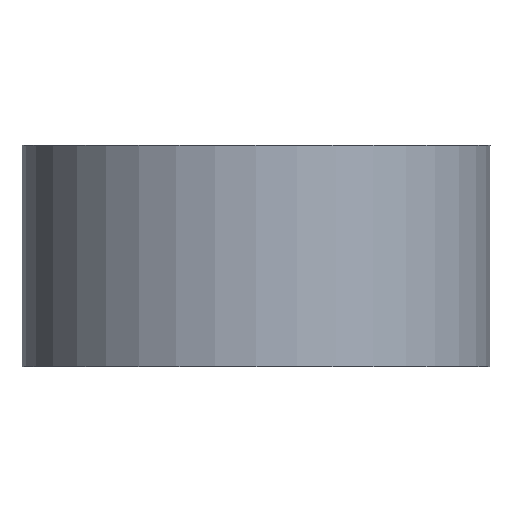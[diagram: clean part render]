
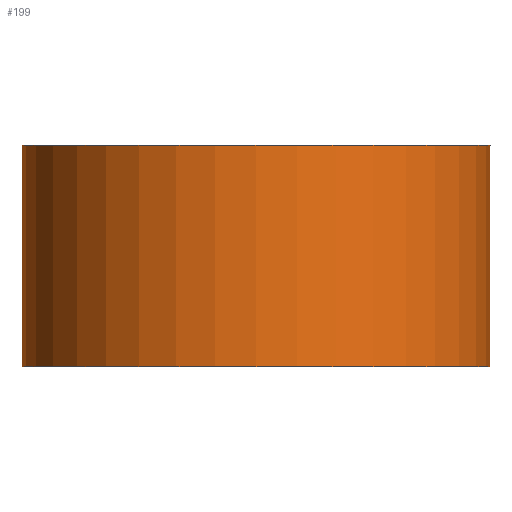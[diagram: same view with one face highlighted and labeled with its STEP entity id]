
A CAD part, front view. The second image highlights one B-rep face of the part: STEP entity #199.
In plain terms, the highlighted cylindrical face has radius 6.35 mm (diameter 12.7 mm), a partial arc.
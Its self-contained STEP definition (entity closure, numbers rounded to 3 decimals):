
#2 = VERTEX_POINT ( 'NONE', #37 ) ;
#3 = VERTEX_POINT ( 'NONE', #88 ) ;
#5 = CARTESIAN_POINT ( 'NONE',  ( 0., 0., 0. ) ) ;
#8 = FACE_OUTER_BOUND ( 'NONE', #19, .T. ) ;
#13 = VECTOR ( 'NONE', #176, 1000. ) ;
#17 = EDGE_CURVE ( 'NONE', #132, #112, #134, .T. ) ;
#19 = EDGE_LOOP ( 'NONE', ( #82, #96, #168, #70 ) ) ;
#26 = CARTESIAN_POINT ( 'NONE',  ( 6.35, 0., 6. ) ) ;
#27 = DIRECTION ( 'NONE',  ( 1., 0., 0. ) ) ;
#37 = CARTESIAN_POINT ( 'NONE',  ( -6.35, 0., 6. ) ) ;
#43 = CARTESIAN_POINT ( 'NONE',  ( 6.35, 0., 0. ) ) ;
#56 = DIRECTION ( 'NONE',  ( 1., 0., 0. ) ) ;
#59 = AXIS2_PLACEMENT_3D ( 'NONE', #73, #103, #27 ) ;
#60 = DIRECTION ( 'NONE',  ( 0., 0., -1. ) ) ;
#70 = ORIENTED_EDGE ( 'NONE', *, *, #17, .T. ) ;
#71 = DIRECTION ( 'NONE',  ( 0., 0., -1. ) ) ;
#73 = CARTESIAN_POINT ( 'NONE',  ( 0., 0., 6. ) ) ;
#75 = LINE ( 'NONE', #151, #129 ) ;
#82 = ORIENTED_EDGE ( 'NONE', *, *, #110, .F. ) ;
#86 = AXIS2_PLACEMENT_3D ( 'NONE', #146, #71, #161 ) ;
#88 = CARTESIAN_POINT ( 'NONE',  ( 6.35, 0., 6. ) ) ;
#91 = LINE ( 'NONE', #26, #13 ) ;
#92 = EDGE_CURVE ( 'NONE', #3, #2, #193, .T. ) ;
#96 = ORIENTED_EDGE ( 'NONE', *, *, #92, .T. ) ;
#100 = DIRECTION ( 'NONE',  ( 0., 0., 1. ) ) ;
#103 = DIRECTION ( 'NONE',  ( 0., 0., -1. ) ) ;
#106 = CARTESIAN_POINT ( 'NONE',  ( -6.35, 0., 0. ) ) ;
#110 = EDGE_CURVE ( 'NONE', #3, #112, #91, .T. ) ;
#112 = VERTEX_POINT ( 'NONE', #43 ) ;
#125 = EDGE_CURVE ( 'NONE', #2, #132, #75, .T. ) ;
#129 = VECTOR ( 'NONE', #60, 1000. ) ;
#132 = VERTEX_POINT ( 'NONE', #106 ) ;
#134 = CIRCLE ( 'NONE', #142, 6.35 ) ;
#142 = AXIS2_PLACEMENT_3D ( 'NONE', #5, #100, #56 ) ;
#146 = CARTESIAN_POINT ( 'NONE',  ( 0., 0., 6. ) ) ;
#151 = CARTESIAN_POINT ( 'NONE',  ( -6.35, 0., 6. ) ) ;
#161 = DIRECTION ( 'NONE',  ( -1., 0., 0. ) ) ;
#168 = ORIENTED_EDGE ( 'NONE', *, *, #125, .T. ) ;
#176 = DIRECTION ( 'NONE',  ( 0., 0., -1. ) ) ;
#189 = CYLINDRICAL_SURFACE ( 'NONE', #86, 6.35 ) ;
#193 = CIRCLE ( 'NONE', #59, 6.35 ) ;
#199 = ADVANCED_FACE ( 'NONE', ( #8 ), #189, .T. ) ;
